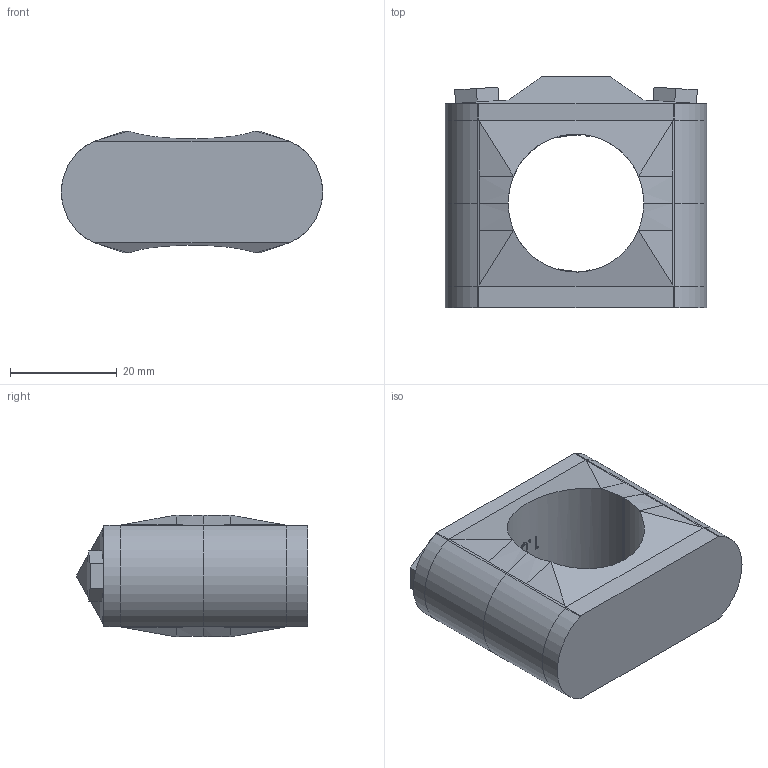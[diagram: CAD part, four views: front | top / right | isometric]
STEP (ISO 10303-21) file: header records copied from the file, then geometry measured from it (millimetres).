
FILE_DESCRIPTION (( 'STEP AP214' ), '1' );
FILE_NAME ('CSDW1.0TXXXSA.STEP', '2019-02-15T16:28:42', ( '' ), ( '' ), 'SwSTEP 2.0', 'SolidWorks 2013', '' );
FILE_SCHEMA (( 'AUTOMOTIVE_DESIGN' ));
Length unit declared in the file: millimetre
Products named in the file (1): CSDW1.0TXXXSA
Bounding box: 49.02 x 43.42 x 22.86 mm (x, y, z)
Surface area: 8707 mm2 (no closed solid volume)
Topology: 0 solids, 4 shells, 146 faces, 577 edges, 436 vertices
Faces by surface type: plane 66, cylinder 40, bspline 40
Entity records: 12613 total; most frequent: CARTESIAN_POINT 6752, ORIENTED_EDGE 904, DIRECTION 642, EDGE_CURVE 577, VERTEX_POINT 436, VECTOR 272, LINE 272, B_SPLINE_CURVE_WITH_KNOTS 207
